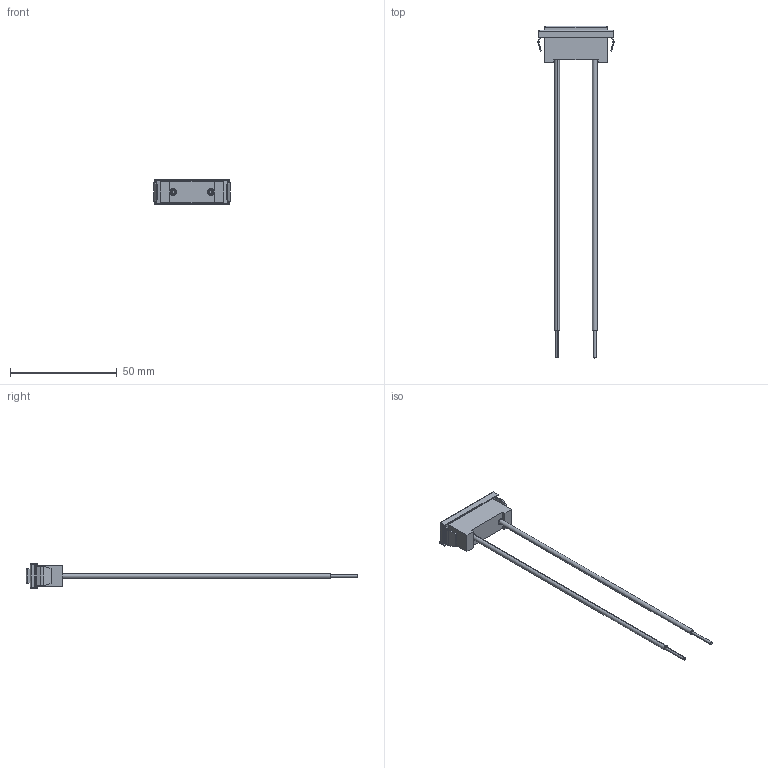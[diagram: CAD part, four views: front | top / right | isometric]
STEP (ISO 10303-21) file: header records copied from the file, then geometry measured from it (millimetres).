
FILE_DESCRIPTION (( 'STEP AP214' ), '1' );
FILE_NAME ('31_Series.STEP', '2019-05-13T18:57:02', ( 'user' ), ( 'Microsoft' ), 'SwSTEP 2.0', 'SolidWorks 2018', '' );
FILE_SCHEMA (( 'AUTOMOTIVE_DESIGN' ));
Length unit declared in the file: foot
Products named in the file (5): 18AWG BLACK SPLIT_wires; 31_Series_Housing(96000-2X_9102010205)_9102010205; 882-245-0XX_Retainer; 8900501XX_Lens; 31_Series
Assembly tree (5 placements, depth 2):
  31_Series
    8900501XX_Lens
    882-245-0XX_Retainer
    31_Series_Housing(96000-2X_9102010205)_9102010205
    18AWG BLACK SPLIT_wires  x2
Bounding box: 35.63 x 155.45 x 11.91 mm (x, y, z)
Volume: 3686 mm3; surface area: 7018.1 mm2
Topology: 5 solids, 5 shells, 217 faces, 560 edges, 358 vertices
Faces by surface type: plane 136, cylinder 79, bspline 2
Entity records: 6694 total; most frequent: CARTESIAN_POINT 1211, DIRECTION 1090, ORIENTED_EDGE 1084, EDGE_CURVE 542, VECTOR 396, LINE 396, AXIS2_PLACEMENT_3D 347, VERTEX_POINT 346
